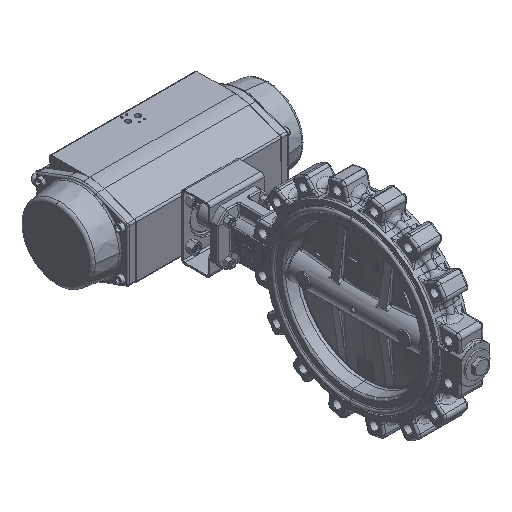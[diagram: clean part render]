
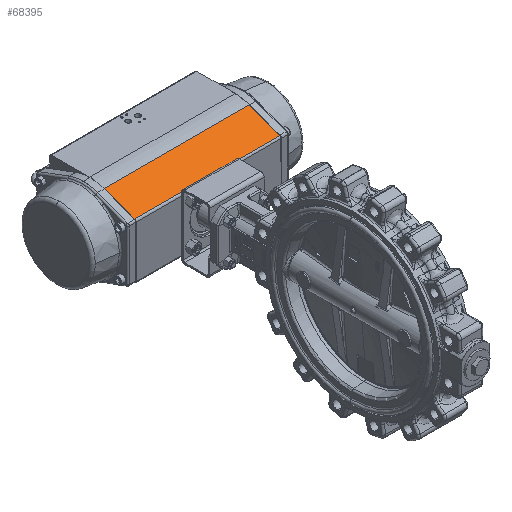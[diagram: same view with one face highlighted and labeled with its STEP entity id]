
A CAD part, isometric view. The second image highlights one B-rep face of the part: STEP entity #68395.
In plain terms, the highlighted planar face has unit normal (0, 0.345, -0.939).
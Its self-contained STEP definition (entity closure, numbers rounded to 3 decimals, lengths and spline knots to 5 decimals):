
#265 = VECTOR ( 'NONE', #50655, 1. ) ;
#4514 = PLANE ( 'NONE',  #33756 ) ;
#4846 = CARTESIAN_POINT ( 'NONE',  ( -0.3921, 0.29461, 0.71382 ) ) ;
#5866 = CARTESIAN_POINT ( 'NONE',  ( -0.3921, 0.29461, 0.71382 ) ) ;
#9958 = CARTESIAN_POINT ( 'NONE',  ( -0.0311, 0.29461, 0.71382 ) ) ;
#15123 = LINE ( 'NONE', #4846, #131310 ) ;
#15940 = VERTEX_POINT ( 'NONE', #100579 ) ;
#16303 = LINE ( 'NONE', #25216, #55345 ) ;
#22416 = CARTESIAN_POINT ( 'NONE',  ( -0.3921, 0.37084, 0.7418 ) ) ;
#25216 = CARTESIAN_POINT ( 'NONE',  ( -0.3921, 0.29461, 0.71382 ) ) ;
#33756 = AXIS2_PLACEMENT_3D ( 'NONE', #5866, #46266, #122167 ) ;
#38678 = FACE_OUTER_BOUND ( 'NONE', #96754, .T. ) ;
#43409 = CARTESIAN_POINT ( 'NONE',  ( -0.0311, 0.37084, 0.7418 ) ) ;
#43617 = EDGE_CURVE ( 'NONE', #50817, #124178, #132769, .T. ) ;
#46266 = DIRECTION ( 'NONE',  ( 0., 0.345, -0.939 ) ) ;
#50655 = DIRECTION ( 'NONE',  ( 0., -0.939, -0.345 ) ) ;
#50817 = VERTEX_POINT ( 'NONE', #43409 ) ;
#54744 = ORIENTED_EDGE ( 'NONE', *, *, #109936, .T. ) ;
#55345 = VECTOR ( 'NONE', #68323, 1. ) ;
#60040 = EDGE_CURVE ( 'NONE', #83019, #50817, #64661, .T. ) ;
#64661 = LINE ( 'NONE', #113448, #87588 ) ;
#68323 = DIRECTION ( 'NONE',  ( 0., 0.939, 0.345 ) ) ;
#68395 = ADVANCED_FACE ( 'NONE', ( #38678 ), #4514, .T. ) ;
#69152 = CARTESIAN_POINT ( 'NONE',  ( -0.0311, 0.29461, 0.71382 ) ) ;
#80099 = DIRECTION ( 'NONE',  ( -1., 0., 0. ) ) ;
#83019 = VERTEX_POINT ( 'NONE', #22416 ) ;
#86481 = ORIENTED_EDGE ( 'NONE', *, *, #43617, .T. ) ;
#87588 = VECTOR ( 'NONE', #96133, 1. ) ;
#89930 = ORIENTED_EDGE ( 'NONE', *, *, #60040, .T. ) ;
#96133 = DIRECTION ( 'NONE',  ( 1., 0., 0. ) ) ;
#96754 = EDGE_LOOP ( 'NONE', ( #54744, #89930, #86481, #124686 ) ) ;
#100579 = CARTESIAN_POINT ( 'NONE',  ( -0.3921, 0.29461, 0.71382 ) ) ;
#109936 = EDGE_CURVE ( 'NONE', #15940, #83019, #16303, .T. ) ;
#113448 = CARTESIAN_POINT ( 'NONE',  ( -0.3921, 0.37084, 0.7418 ) ) ;
#122167 = DIRECTION ( 'NONE',  ( 0., 0.939, 0.345 ) ) ;
#122816 = EDGE_CURVE ( 'NONE', #124178, #15940, #15123, .T. ) ;
#124178 = VERTEX_POINT ( 'NONE', #9958 ) ;
#124686 = ORIENTED_EDGE ( 'NONE', *, *, #122816, .T. ) ;
#131310 = VECTOR ( 'NONE', #80099, 1. ) ;
#132769 = LINE ( 'NONE', #69152, #265 ) ;
